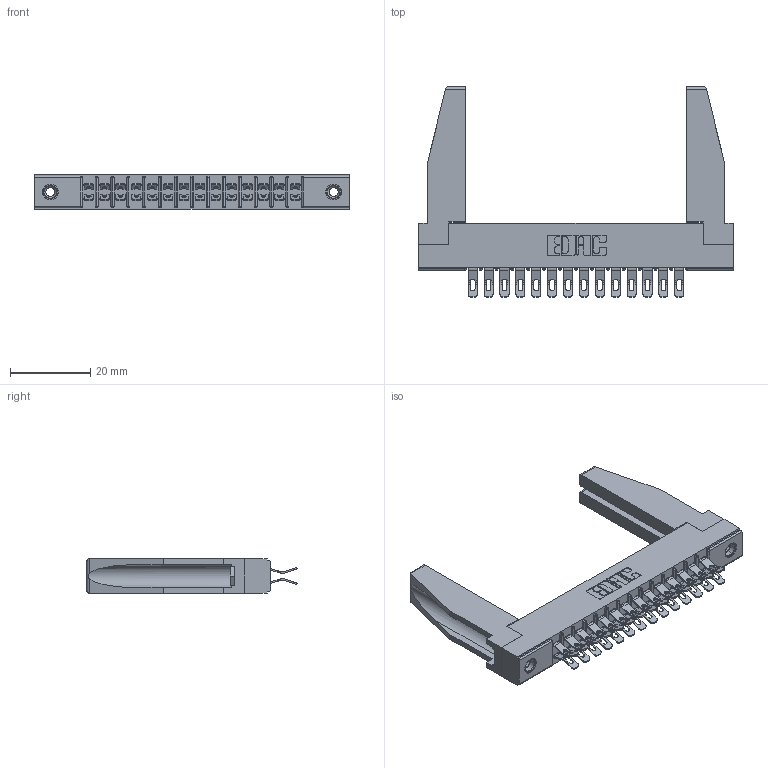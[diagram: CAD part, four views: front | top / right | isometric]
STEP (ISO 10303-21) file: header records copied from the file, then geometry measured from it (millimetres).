
FILE_DESCRIPTION (( 'STEP AP203' ), '1' );
FILE_NAME ('355-028-555-578.STEP', '2019-09-11T06:36:04', ( '' ), ( '' ), 'SwSTEP 2.0', 'SolidWorks 2016', '' );
FILE_SCHEMA (( 'CONFIG_CONTROL_DESIGN' ));
Length unit declared in the file: inch
Products named in the file (5): 305 Part_.156 Dia; 345-250-001_345-250-001-102; 305-290-001_555; 307-220-078; 355-028-555-578
Assembly tree (33 placements, depth 2):
  355-028-555-578
    305 Part_.156 Dia
    305-290-001_555  x28
    345-250-001_345-250-001-102  x2
    307-220-078  x2
Bounding box: 78.49 x 52.45 x 8.71 mm (x, y, z)
Volume: 8810.8 mm3; surface area: 13375.3 mm2
Topology: 33 solids, 33 shells, 2094 faces, 6176 edges, 4032 vertices
Faces by surface type: plane 1048, cylinder 974, sphere 56, cone 12, torus 4
Entity records: 21630 total; most frequent: CARTESIAN_POINT 3604, ORIENTED_EDGE 3522, DIRECTION 3461, EDGE_CURVE 1761, LINE 1371, VECTOR 1371, VERTEX_POINT 1130, AXIS2_PLACEMENT_3D 1045
